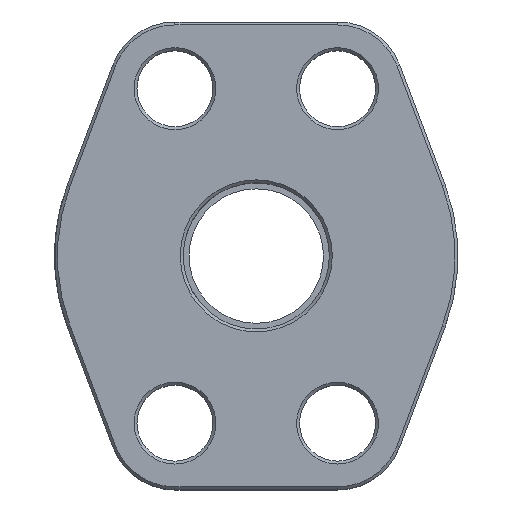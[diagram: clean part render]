
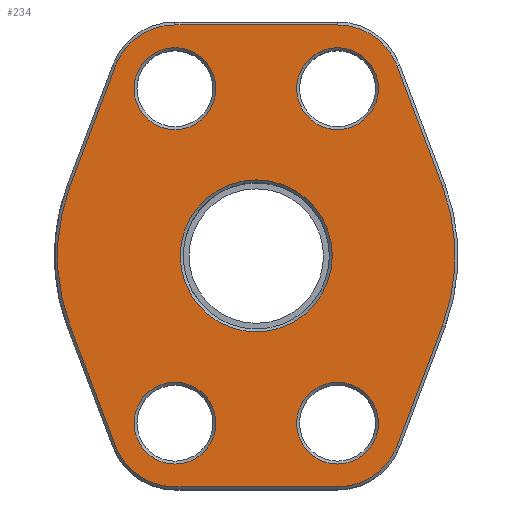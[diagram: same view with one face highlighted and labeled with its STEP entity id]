
A CAD part, top view. The second image highlights one B-rep face of the part: STEP entity #234.
In plain terms, the highlighted planar face has unit normal (0, 0, 1).
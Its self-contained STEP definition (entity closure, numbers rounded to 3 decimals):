
#149=PLANE('',#1151);
#234=ADVANCED_FACE('',(#317,#318,#319,#320,#321,#322),#149,.T.);
#317=FACE_BOUND('',#410,.T.);
#318=FACE_BOUND('',#411,.T.);
#319=FACE_BOUND('',#412,.T.);
#320=FACE_BOUND('',#413,.T.);
#321=FACE_BOUND('',#414,.T.);
#322=FACE_BOUND('',#415,.T.);
#410=EDGE_LOOP('',(#652));
#411=EDGE_LOOP('',(#653));
#412=EDGE_LOOP('',(#654));
#413=EDGE_LOOP('',(#655));
#414=EDGE_LOOP('',(#656));
#415=EDGE_LOOP('',(#657,#658,#659,#660,#661,#662,#663,#664,#665,#666,#667,
#668));
#490=CIRCLE('',#1140,13.);
#491=CIRCLE('',#1141,7.);
#492=CIRCLE('',#1142,7.);
#493=CIRCLE('',#1143,7.);
#494=CIRCLE('',#1144,7.);
#495=CIRCLE('',#1145,10.9);
#496=CIRCLE('',#1146,34.);
#497=CIRCLE('',#1147,10.9);
#498=CIRCLE('',#1148,10.9);
#499=CIRCLE('',#1149,34.);
#500=CIRCLE('',#1150,10.9);
#652=ORIENTED_EDGE('',*,*,#904,.T.);
#653=ORIENTED_EDGE('',*,*,#905,.T.);
#654=ORIENTED_EDGE('',*,*,#906,.T.);
#655=ORIENTED_EDGE('',*,*,#907,.T.);
#656=ORIENTED_EDGE('',*,*,#908,.T.);
#657=ORIENTED_EDGE('',*,*,#909,.T.);
#658=ORIENTED_EDGE('',*,*,#910,.T.);
#659=ORIENTED_EDGE('',*,*,#911,.T.);
#660=ORIENTED_EDGE('',*,*,#912,.T.);
#661=ORIENTED_EDGE('',*,*,#913,.T.);
#662=ORIENTED_EDGE('',*,*,#914,.T.);
#663=ORIENTED_EDGE('',*,*,#915,.T.);
#664=ORIENTED_EDGE('',*,*,#916,.T.);
#665=ORIENTED_EDGE('',*,*,#917,.T.);
#666=ORIENTED_EDGE('',*,*,#918,.T.);
#667=ORIENTED_EDGE('',*,*,#919,.T.);
#668=ORIENTED_EDGE('',*,*,#920,.T.);
#798=VERTEX_POINT('',#1686);
#799=VERTEX_POINT('',#1688);
#800=VERTEX_POINT('',#1690);
#801=VERTEX_POINT('',#1692);
#802=VERTEX_POINT('',#1694);
#803=VERTEX_POINT('',#1696);
#804=VERTEX_POINT('',#1697);
#805=VERTEX_POINT('',#1699);
#806=VERTEX_POINT('',#1701);
#807=VERTEX_POINT('',#1703);
#808=VERTEX_POINT('',#1705);
#809=VERTEX_POINT('',#1707);
#810=VERTEX_POINT('',#1709);
#811=VERTEX_POINT('',#1711);
#812=VERTEX_POINT('',#1713);
#813=VERTEX_POINT('',#1715);
#814=VERTEX_POINT('',#1717);
#904=EDGE_CURVE('',#798,#798,#490,.T.);
#905=EDGE_CURVE('',#799,#799,#491,.T.);
#906=EDGE_CURVE('',#800,#800,#492,.T.);
#907=EDGE_CURVE('',#801,#801,#493,.T.);
#908=EDGE_CURVE('',#802,#802,#494,.T.);
#909=EDGE_CURVE('',#803,#804,#981,.T.);
#910=EDGE_CURVE('',#804,#805,#495,.T.);
#911=EDGE_CURVE('',#805,#806,#982,.T.);
#912=EDGE_CURVE('',#806,#807,#496,.T.);
#913=EDGE_CURVE('',#807,#808,#983,.T.);
#914=EDGE_CURVE('',#808,#809,#497,.T.);
#915=EDGE_CURVE('',#809,#810,#984,.T.);
#916=EDGE_CURVE('',#810,#811,#498,.T.);
#917=EDGE_CURVE('',#811,#812,#985,.T.);
#918=EDGE_CURVE('',#812,#813,#499,.T.);
#919=EDGE_CURVE('',#813,#814,#986,.T.);
#920=EDGE_CURVE('',#814,#803,#500,.T.);
#981=LINE('',#1695,#1041);
#982=LINE('',#1700,#1042);
#983=LINE('',#1704,#1043);
#984=LINE('',#1708,#1044);
#985=LINE('',#1712,#1045);
#986=LINE('',#1716,#1046);
#1041=VECTOR('',#1395,1.);
#1042=VECTOR('',#1398,1.);
#1043=VECTOR('',#1401,1.);
#1044=VECTOR('',#1404,1.);
#1045=VECTOR('',#1407,1.);
#1046=VECTOR('',#1410,1.);
#1140=AXIS2_PLACEMENT_3D('',#1685,#1385,#1386);
#1141=AXIS2_PLACEMENT_3D('',#1687,#1387,#1388);
#1142=AXIS2_PLACEMENT_3D('',#1689,#1389,#1390);
#1143=AXIS2_PLACEMENT_3D('',#1691,#1391,#1392);
#1144=AXIS2_PLACEMENT_3D('',#1693,#1393,#1394);
#1145=AXIS2_PLACEMENT_3D('',#1698,#1396,#1397);
#1146=AXIS2_PLACEMENT_3D('',#1702,#1399,#1400);
#1147=AXIS2_PLACEMENT_3D('',#1706,#1402,#1403);
#1148=AXIS2_PLACEMENT_3D('',#1710,#1405,#1406);
#1149=AXIS2_PLACEMENT_3D('',#1714,#1408,#1409);
#1150=AXIS2_PLACEMENT_3D('',#1718,#1411,#1412);
#1151=AXIS2_PLACEMENT_3D('',#1719,#1413,#1414);
#1385=DIRECTION('',(0.,0.,-1.));
#1386=DIRECTION('',(0.,-1.,0.));
#1387=DIRECTION('',(0.,0.,-1.));
#1388=DIRECTION('',(0.,-1.,0.));
#1389=DIRECTION('',(0.,0.,-1.));
#1390=DIRECTION('',(0.,-1.,0.));
#1391=DIRECTION('',(0.,0.,-1.));
#1392=DIRECTION('',(0.,-1.,0.));
#1393=DIRECTION('',(0.,0.,-1.));
#1394=DIRECTION('',(0.,-1.,0.));
#1395=DIRECTION('',(-1.,0.,0.));
#1396=DIRECTION('',(0.,0.,1.));
#1397=DIRECTION('',(0.,-1.,0.));
#1398=DIRECTION('',(-0.353,-0.936,0.));
#1399=DIRECTION('',(0.,0.,1.));
#1400=DIRECTION('',(0.,-1.,0.));
#1401=DIRECTION('',(0.353,-0.936,0.));
#1402=DIRECTION('',(0.,0.,1.));
#1403=DIRECTION('',(0.,-1.,0.));
#1404=DIRECTION('',(1.,0.,0.));
#1405=DIRECTION('',(0.,0.,1.));
#1406=DIRECTION('',(0.,-1.,0.));
#1407=DIRECTION('',(0.353,0.936,0.));
#1408=DIRECTION('',(0.,0.,1.));
#1409=DIRECTION('',(0.,-1.,0.));
#1410=DIRECTION('',(-0.353,0.936,0.));
#1411=DIRECTION('',(0.,0.,1.));
#1412=DIRECTION('',(0.,-1.,0.));
#1413=DIRECTION('',(0.,0.,1.));
#1414=DIRECTION('',(0.,-1.,0.));
#1685=CARTESIAN_POINT('',(0.,0.,23.));
#1686=CARTESIAN_POINT('',(0.,-13.,23.));
#1687=CARTESIAN_POINT('',(-13.9,-28.6,23.));
#1688=CARTESIAN_POINT('',(-13.9,-35.6,23.));
#1689=CARTESIAN_POINT('',(13.9,-28.6,23.));
#1690=CARTESIAN_POINT('',(13.9,-35.6,23.));
#1691=CARTESIAN_POINT('',(13.9,28.6,23.));
#1692=CARTESIAN_POINT('',(13.9,21.6,23.));
#1693=CARTESIAN_POINT('',(-13.9,28.6,23.));
#1694=CARTESIAN_POINT('',(-13.9,21.6,23.));
#1695=CARTESIAN_POINT('',(-13.9,39.5,23.));
#1696=CARTESIAN_POINT('',(13.9,39.5,23.));
#1697=CARTESIAN_POINT('',(-13.9,39.5,23.));
#1698=CARTESIAN_POINT('',(-13.9,28.6,23.));
#1699=CARTESIAN_POINT('',(-24.098,32.447,23.));
#1700=CARTESIAN_POINT('',(-31.812,12.001,23.));
#1701=CARTESIAN_POINT('',(-31.812,12.001,23.));
#1702=CARTESIAN_POINT('',(0.,0.,23.));
#1703=CARTESIAN_POINT('',(-31.812,-12.001,23.));
#1704=CARTESIAN_POINT('',(-24.098,-32.447,23.));
#1705=CARTESIAN_POINT('',(-24.098,-32.447,23.));
#1706=CARTESIAN_POINT('',(-13.9,-28.6,23.));
#1707=CARTESIAN_POINT('',(-13.9,-39.5,23.));
#1708=CARTESIAN_POINT('',(13.9,-39.5,23.));
#1709=CARTESIAN_POINT('',(13.9,-39.5,23.));
#1710=CARTESIAN_POINT('',(13.9,-28.6,23.));
#1711=CARTESIAN_POINT('',(24.098,-32.447,23.));
#1712=CARTESIAN_POINT('',(31.812,-12.001,23.));
#1713=CARTESIAN_POINT('',(31.812,-12.001,23.));
#1714=CARTESIAN_POINT('',(0.,0.,23.));
#1715=CARTESIAN_POINT('',(31.812,12.001,23.));
#1716=CARTESIAN_POINT('',(24.098,32.447,23.));
#1717=CARTESIAN_POINT('',(24.098,32.447,23.));
#1718=CARTESIAN_POINT('',(13.9,28.6,23.));
#1719=CARTESIAN_POINT('',(37.95,-50.,23.));
